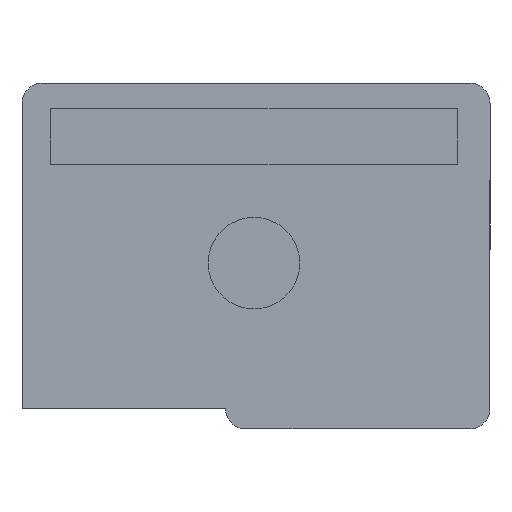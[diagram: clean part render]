
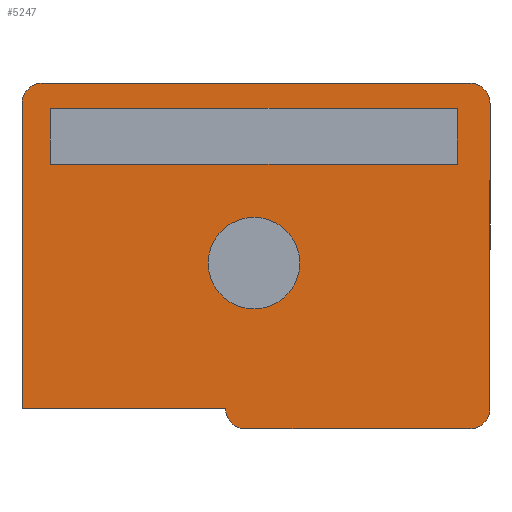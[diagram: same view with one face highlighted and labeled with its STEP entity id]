
A CAD part, front view. The second image highlights one B-rep face of the part: STEP entity #5247.
In plain terms, the highlighted planar face has unit normal (0, -1, 0).
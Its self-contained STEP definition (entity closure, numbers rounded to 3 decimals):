
#3 = VECTOR ( 'NONE', #574, 1000. ) ;
#345 = CARTESIAN_POINT ( 'NONE',  ( -20.2, 0., 9. ) ) ;
#435 = CIRCLE ( 'NONE', #4396, 2. ) ;
#519 = VECTOR ( 'NONE', #5035, 1000. ) ;
#537 = VECTOR ( 'NONE', #4018, 1000. ) ;
#574 = DIRECTION ( 'NONE',  ( 0., 0., -1. ) ) ;
#699 = EDGE_CURVE ( 'NONE', #5681, #3412, #3922, .T. ) ;
#793 = DIRECTION ( 'NONE',  ( 0., 0., -1. ) ) ;
#885 = DIRECTION ( 'NONE',  ( 1., 0., 0. ) ) ;
#916 = DIRECTION ( 'NONE',  ( 0., 0., 1. ) ) ;
#980 = EDGE_CURVE ( 'NONE', #3339, #5681, #435, .T. ) ;
#1046 = DIRECTION ( 'NONE',  ( 0., 1., 0. ) ) ;
#1065 = ORIENTED_EDGE ( 'NONE', *, *, #3674, .T. ) ;
#1099 = AXIS2_PLACEMENT_3D ( 'NONE', #4416, #2833, #1261 ) ;
#1110 = CARTESIAN_POINT ( 'NONE',  ( 19.8, 0., 9. ) ) ;
#1152 = AXIS2_PLACEMENT_3D ( 'NONE', #5396, #4878, #2803 ) ;
#1196 = VECTOR ( 'NONE', #3047, 1000. ) ;
#1235 = CARTESIAN_POINT ( 'NONE',  ( -23., 0., 15. ) ) ;
#1245 = EDGE_CURVE ( 'NONE', #3708, #3486, #1714, .T. ) ;
#1261 = DIRECTION ( 'NONE',  ( 0., 0., 1. ) ) ;
#1299 = VERTEX_POINT ( 'NONE', #3179 ) ;
#1310 = DIRECTION ( 'NONE',  ( -1., 0., 0. ) ) ;
#1313 = FACE_BOUND ( 'NONE', #6625, .T. ) ;
#1403 = CARTESIAN_POINT ( 'NONE',  ( 19.8, 0., 14.5 ) ) ;
#1444 = DIRECTION ( 'NONE',  ( 0., 0., 1. ) ) ;
#1462 = ORIENTED_EDGE ( 'NONE', *, *, #2077, .F. ) ;
#1615 = CARTESIAN_POINT ( 'NONE',  ( -23., 0., 0. ) ) ;
#1632 = AXIS2_PLACEMENT_3D ( 'NONE', #2620, #1046, #3141 ) ;
#1713 = CARTESIAN_POINT ( 'NONE',  ( -0.2, 0., -5.2 ) ) ;
#1714 = LINE ( 'NONE', #1403, #1961 ) ;
#1873 = VERTEX_POINT ( 'NONE', #6469 ) ;
#1956 = CARTESIAN_POINT ( 'NONE',  ( -0.2, 0., -0.7 ) ) ;
#1961 = VECTOR ( 'NONE', #5672, 1000. ) ;
#2032 = EDGE_CURVE ( 'NONE', #4730, #2409, #3187, .T. ) ;
#2053 = FACE_BOUND ( 'NONE', #5047, .T. ) ;
#2077 = EDGE_CURVE ( 'NONE', #3412, #5206, #5197, .T. ) ;
#2317 = CARTESIAN_POINT ( 'NONE',  ( -23., 0., -15. ) ) ;
#2409 = VERTEX_POINT ( 'NONE', #5143 ) ;
#2452 = AXIS2_PLACEMENT_3D ( 'NONE', #4519, #5694, #916 ) ;
#2489 = EDGE_CURVE ( 'NONE', #5433, #3708, #6840, .T. ) ;
#2514 = ORIENTED_EDGE ( 'NONE', *, *, #4373, .F. ) ;
#2620 = CARTESIAN_POINT ( 'NONE',  ( 21., 0., -15. ) ) ;
#2710 = CARTESIAN_POINT ( 'NONE',  ( 0., 0., 17. ) ) ;
#2803 = DIRECTION ( 'NONE',  ( 0., 0., 1. ) ) ;
#2821 = CIRCLE ( 'NONE', #4801, 4.5 ) ;
#2827 = LINE ( 'NONE', #6594, #3149 ) ;
#2833 = DIRECTION ( 'NONE',  ( 0., 1., 0. ) ) ;
#2841 = EDGE_CURVE ( 'NONE', #1299, #5433, #6354, .T. ) ;
#2950 = CARTESIAN_POINT ( 'NONE',  ( 0., 0., -15. ) ) ;
#3047 = DIRECTION ( 'NONE',  ( -1., 0., 0. ) ) ;
#3141 = DIRECTION ( 'NONE',  ( 0., 0., 1. ) ) ;
#3147 = VERTEX_POINT ( 'NONE', #1713 ) ;
#3149 = VECTOR ( 'NONE', #1310, 1000. ) ;
#3179 = CARTESIAN_POINT ( 'NONE',  ( -20.2, 0., 14.5 ) ) ;
#3187 = LINE ( 'NONE', #2950, #537 ) ;
#3304 = ORIENTED_EDGE ( 'NONE', *, *, #2489, .F. ) ;
#3339 = VERTEX_POINT ( 'NONE', #1235 ) ;
#3375 = CARTESIAN_POINT ( 'NONE',  ( -20.2, 0., 14.5 ) ) ;
#3412 = VERTEX_POINT ( 'NONE', #6701 ) ;
#3427 = CARTESIAN_POINT ( 'NONE',  ( -0.2, 0., 3.8 ) ) ;
#3445 = AXIS2_PLACEMENT_3D ( 'NONE', #3885, #5020, #6158 ) ;
#3486 = VERTEX_POINT ( 'NONE', #4678 ) ;
#3534 = EDGE_CURVE ( 'NONE', #6067, #1873, #3745, .T. ) ;
#3548 = CIRCLE ( 'NONE', #3445, 4.5 ) ;
#3595 = CARTESIAN_POINT ( 'NONE',  ( 0., 0., -17. ) ) ;
#3674 = EDGE_CURVE ( 'NONE', #3339, #4730, #4233, .T. ) ;
#3708 = VERTEX_POINT ( 'NONE', #1110 ) ;
#3745 = LINE ( 'NONE', #3595, #1196 ) ;
#3828 = CARTESIAN_POINT ( 'NONE',  ( -20.2, 0., 9. ) ) ;
#3838 = VECTOR ( 'NONE', #4826, 1000. ) ;
#3885 = CARTESIAN_POINT ( 'NONE',  ( -0.2, 0., -0.7 ) ) ;
#3922 = LINE ( 'NONE', #2710, #3838 ) ;
#3936 = ORIENTED_EDGE ( 'NONE', *, *, #2032, .T. ) ;
#4018 = DIRECTION ( 'NONE',  ( 1., 0., 0. ) ) ;
#4062 = VERTEX_POINT ( 'NONE', #6353 ) ;
#4233 = LINE ( 'NONE', #1615, #3 ) ;
#4330 = CARTESIAN_POINT ( 'NONE',  ( 21., 0., -17. ) ) ;
#4373 = EDGE_CURVE ( 'NONE', #3486, #1299, #2827, .T. ) ;
#4396 = AXIS2_PLACEMENT_3D ( 'NONE', #6241, #4649, #1444 ) ;
#4398 = ORIENTED_EDGE ( 'NONE', *, *, #3534, .F. ) ;
#4416 = CARTESIAN_POINT ( 'NONE',  ( -1., 0., -15. ) ) ;
#4519 = CARTESIAN_POINT ( 'NONE',  ( 21., 0., 15. ) ) ;
#4649 = DIRECTION ( 'NONE',  ( 0., 1., 0. ) ) ;
#4678 = CARTESIAN_POINT ( 'NONE',  ( 19.8, 0., 14.5 ) ) ;
#4730 = VERTEX_POINT ( 'NONE', #2317 ) ;
#4733 = VECTOR ( 'NONE', #793, 1000. ) ;
#4801 = AXIS2_PLACEMENT_3D ( 'NONE', #1956, #6214, #5195 ) ;
#4806 = EDGE_CURVE ( 'NONE', #1873, #2409, #5660, .T. ) ;
#4826 = DIRECTION ( 'NONE',  ( 1., 0., 0. ) ) ;
#4852 = EDGE_CURVE ( 'NONE', #5640, #3147, #3548, .T. ) ;
#4878 = DIRECTION ( 'NONE',  ( 0., 1., 0. ) ) ;
#5020 = DIRECTION ( 'NONE',  ( 0., 1., 0. ) ) ;
#5023 = ORIENTED_EDGE ( 'NONE', *, *, #2841, .F. ) ;
#5035 = DIRECTION ( 'NONE',  ( 0., 0., -1. ) ) ;
#5047 = EDGE_LOOP ( 'NONE', ( #3304, #5023, #2514, #6243 ) ) ;
#5120 = ORIENTED_EDGE ( 'NONE', *, *, #4806, .F. ) ;
#5143 = CARTESIAN_POINT ( 'NONE',  ( -3., 0., -15. ) ) ;
#5195 = DIRECTION ( 'NONE',  ( 0., 0., 1. ) ) ;
#5197 = CIRCLE ( 'NONE', #2452, 2. ) ;
#5206 = VERTEX_POINT ( 'NONE', #5789 ) ;
#5207 = EDGE_CURVE ( 'NONE', #4062, #6067, #5973, .T. ) ;
#5247 = ADVANCED_FACE ( 'NONE', ( #2053, #1313, #5727 ), #5998, .F. ) ;
#5257 = ORIENTED_EDGE ( 'NONE', *, *, #699, .F. ) ;
#5396 = CARTESIAN_POINT ( 'NONE',  ( 0., 0., 0. ) ) ;
#5433 = VERTEX_POINT ( 'NONE', #3828 ) ;
#5448 = VECTOR ( 'NONE', #885, 1000. ) ;
#5469 = ORIENTED_EDGE ( 'NONE', *, *, #5832, .F. ) ;
#5640 = VERTEX_POINT ( 'NONE', #3427 ) ;
#5660 = CIRCLE ( 'NONE', #1099, 2. ) ;
#5672 = DIRECTION ( 'NONE',  ( 0., 0., 1. ) ) ;
#5681 = VERTEX_POINT ( 'NONE', #6246 ) ;
#5682 = ORIENTED_EDGE ( 'NONE', *, *, #980, .F. ) ;
#5694 = DIRECTION ( 'NONE',  ( 0., 1., 0. ) ) ;
#5727 = FACE_OUTER_BOUND ( 'NONE', #6688, .T. ) ;
#5789 = CARTESIAN_POINT ( 'NONE',  ( 23., 0., 15. ) ) ;
#5831 = EDGE_CURVE ( 'NONE', #3147, #5640, #2821, .T. ) ;
#5832 = EDGE_CURVE ( 'NONE', #5206, #4062, #6730, .T. ) ;
#5973 = CIRCLE ( 'NONE', #1632, 2. ) ;
#5998 = PLANE ( 'NONE',  #1152 ) ;
#6067 = VERTEX_POINT ( 'NONE', #4330 ) ;
#6158 = DIRECTION ( 'NONE',  ( 0., 0., 1. ) ) ;
#6214 = DIRECTION ( 'NONE',  ( 0., 1., 0. ) ) ;
#6241 = CARTESIAN_POINT ( 'NONE',  ( -21., 0., 15. ) ) ;
#6243 = ORIENTED_EDGE ( 'NONE', *, *, #1245, .F. ) ;
#6246 = CARTESIAN_POINT ( 'NONE',  ( -21., 0., 17. ) ) ;
#6322 = ORIENTED_EDGE ( 'NONE', *, *, #4852, .T. ) ;
#6353 = CARTESIAN_POINT ( 'NONE',  ( 23., 0., -15. ) ) ;
#6354 = LINE ( 'NONE', #3375, #519 ) ;
#6418 = ORIENTED_EDGE ( 'NONE', *, *, #5831, .T. ) ;
#6469 = CARTESIAN_POINT ( 'NONE',  ( -1., 0., -17. ) ) ;
#6594 = CARTESIAN_POINT ( 'NONE',  ( -20.2, 0., 14.5 ) ) ;
#6596 = CARTESIAN_POINT ( 'NONE',  ( 23., 0., 0. ) ) ;
#6625 = EDGE_LOOP ( 'NONE', ( #6418, #6322 ) ) ;
#6688 = EDGE_LOOP ( 'NONE', ( #5469, #1462, #5257, #5682, #1065, #3936, #5120, #4398, #6842 ) ) ;
#6701 = CARTESIAN_POINT ( 'NONE',  ( 21., 0., 17. ) ) ;
#6730 = LINE ( 'NONE', #6596, #4733 ) ;
#6840 = LINE ( 'NONE', #345, #5448 ) ;
#6842 = ORIENTED_EDGE ( 'NONE', *, *, #5207, .F. ) ;
